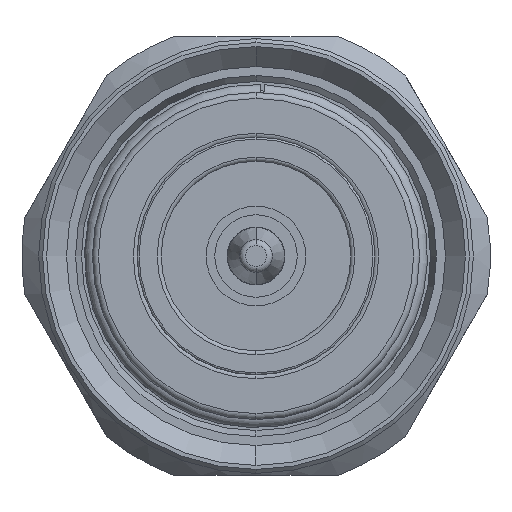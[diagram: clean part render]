
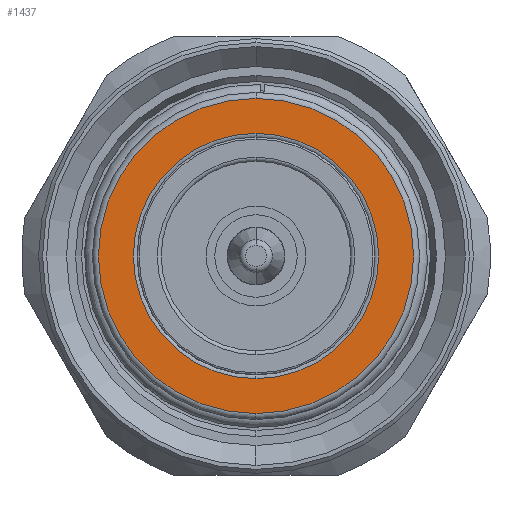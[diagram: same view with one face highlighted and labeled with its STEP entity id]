
A CAD part, left-side view. The second image highlights one B-rep face of the part: STEP entity #1437.
In plain terms, the highlighted planar face has unit normal (-1, 0, 0).
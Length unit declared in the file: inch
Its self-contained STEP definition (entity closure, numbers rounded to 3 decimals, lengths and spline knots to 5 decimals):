
#1333 = CARTESIAN_POINT ( 'NONE',  ( 0.20472, 0., 0. ) ) ;
#1387 = DIRECTION ( 'NONE',  ( -1., 0., 0. ) ) ;
#1437 = ADVANCED_FACE ( 'NONE', ( #7484, #4545 ), #6091, .F. ) ;
#1566 = AXIS2_PLACEMENT_3D ( 'NONE', #1333, #1387, #2067 ) ;
#1731 = DIRECTION ( 'NONE',  ( -1., 0., 0. ) ) ;
#2025 = ORIENTED_EDGE ( 'NONE', *, *, #5417, .F. ) ;
#2067 = DIRECTION ( 'NONE',  ( 0., 0., 1. ) ) ;
#2166 = CIRCLE ( 'NONE', #8122, 0.24213 ) ;
#2850 = CARTESIAN_POINT ( 'NONE',  ( 0.20472, 0., 0.31102 ) ) ;
#2918 = EDGE_CURVE ( 'NONE', #8925, #4142, #2166, .T. ) ;
#3019 = ORIENTED_EDGE ( 'NONE', *, *, #4888, .T. ) ;
#3049 = AXIS2_PLACEMENT_3D ( 'NONE', #4451, #9950, #6209 ) ;
#3123 = EDGE_LOOP ( 'NONE', ( #3019, #10050 ) ) ;
#3422 = CARTESIAN_POINT ( 'NONE',  ( 0.20472, 0., -0.31102 ) ) ;
#3541 = CIRCLE ( 'NONE', #7510, 0.24213 ) ;
#3559 = CARTESIAN_POINT ( 'NONE',  ( 0.20472, 0.24213, 0. ) ) ;
#3718 = ORIENTED_EDGE ( 'NONE', *, *, #2918, .F. ) ;
#4142 = VERTEX_POINT ( 'NONE', #8366 ) ;
#4451 = CARTESIAN_POINT ( 'NONE',  ( 0.20472, 0., 0. ) ) ;
#4492 = DIRECTION ( 'NONE',  ( 1., 0., 0. ) ) ;
#4545 = FACE_BOUND ( 'NONE', #9471, .T. ) ;
#4851 = CARTESIAN_POINT ( 'NONE',  ( 0.20472, 0., 0. ) ) ;
#4888 = EDGE_CURVE ( 'NONE', #8428, #8250, #7666, .T. ) ;
#5417 = EDGE_CURVE ( 'NONE', #4142, #8925, #3541, .T. ) ;
#6091 = PLANE ( 'NONE',  #6914 ) ;
#6209 = DIRECTION ( 'NONE',  ( 0., 0., 1. ) ) ;
#6518 = EDGE_CURVE ( 'NONE', #8250, #8428, #8337, .T. ) ;
#6533 = DIRECTION ( 'NONE',  ( 0., 0., 1. ) ) ;
#6914 = AXIS2_PLACEMENT_3D ( 'NONE', #3559, #4492, #9109 ) ;
#7484 = FACE_OUTER_BOUND ( 'NONE', #3123, .T. ) ;
#7510 = AXIS2_PLACEMENT_3D ( 'NONE', #4851, #1731, #6533 ) ;
#7666 = CIRCLE ( 'NONE', #3049, 0.31102 ) ;
#7864 = DIRECTION ( 'NONE',  ( 0., 0., 1. ) ) ;
#7910 = DIRECTION ( 'NONE',  ( -1., 0., 0. ) ) ;
#8122 = AXIS2_PLACEMENT_3D ( 'NONE', #10193, #7910, #7864 ) ;
#8250 = VERTEX_POINT ( 'NONE', #3422 ) ;
#8337 = CIRCLE ( 'NONE', #1566, 0.31102 ) ;
#8366 = CARTESIAN_POINT ( 'NONE',  ( 0.20472, 0., 0.24213 ) ) ;
#8428 = VERTEX_POINT ( 'NONE', #2850 ) ;
#8925 = VERTEX_POINT ( 'NONE', #9675 ) ;
#9109 = DIRECTION ( 'NONE',  ( 0., 1., 0. ) ) ;
#9471 = EDGE_LOOP ( 'NONE', ( #2025, #3718 ) ) ;
#9675 = CARTESIAN_POINT ( 'NONE',  ( 0.20472, 0., -0.24213 ) ) ;
#9950 = DIRECTION ( 'NONE',  ( -1., 0., 0. ) ) ;
#10050 = ORIENTED_EDGE ( 'NONE', *, *, #6518, .T. ) ;
#10193 = CARTESIAN_POINT ( 'NONE',  ( 0.20472, 0., 0. ) ) ;
